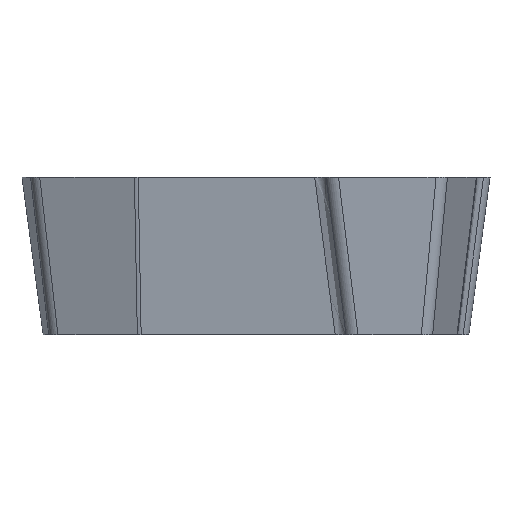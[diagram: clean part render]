
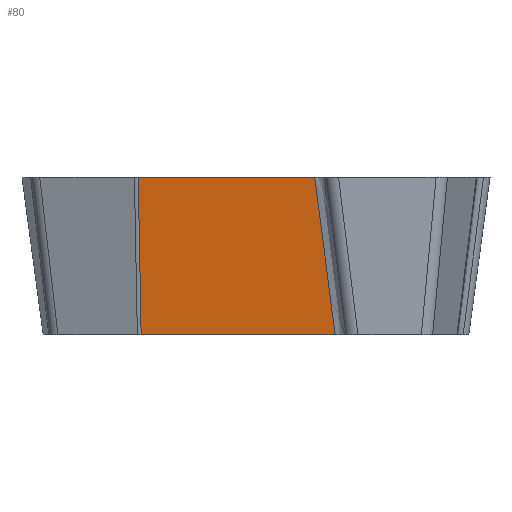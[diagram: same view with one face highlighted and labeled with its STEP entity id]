
A CAD part, left-side view. The second image highlights one B-rep face of the part: STEP entity #80.
In plain terms, the highlighted planar face has unit normal (-0.993, 0, -0.122).
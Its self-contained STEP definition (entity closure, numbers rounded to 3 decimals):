
#80=ADVANCED_FACE('',(#130),#116,.T.);
#116=PLANE('',#697);
#130=FACE_OUTER_BOUND('',#158,.T.);
#158=EDGE_LOOP('',(#234,#235,#236,#237));
#202=ELLIPSE('',#696,45.669,0.5);
#234=ORIENTED_EDGE('',*,*,#479,.F.);
#235=ORIENTED_EDGE('',*,*,#480,.T.);
#236=ORIENTED_EDGE('',*,*,#481,.T.);
#237=ORIENTED_EDGE('',*,*,#482,.T.);
#416=VERTEX_POINT('',#1116);
#417=VERTEX_POINT('',#1117);
#418=VERTEX_POINT('',#1119);
#419=VERTEX_POINT('',#1121);
#479=EDGE_CURVE('',#416,#417,#570,.T.);
#480=EDGE_CURVE('',#416,#418,#202,.T.);
#481=EDGE_CURVE('',#418,#419,#571,.T.);
#482=EDGE_CURVE('',#419,#417,#572,.T.);
#570=LINE('',#1115,#614);
#571=LINE('',#1120,#615);
#572=LINE('',#1122,#616);
#614=VECTOR('',#773,1.);
#615=VECTOR('',#776,1.);
#616=VECTOR('',#777,1.);
#696=AXIS2_PLACEMENT_3D('',#1118,#774,#775);
#697=AXIS2_PLACEMENT_3D('',#1123,#778,#779);
#773=DIRECTION('',(0.,1.,0.));
#774=DIRECTION('',(0.993,0.,0.122));
#775=DIRECTION('',(-0.121,0.121,0.985));
#776=DIRECTION('',(0.,1.,0.));
#777=DIRECTION('',(0.122,-0.018,-0.992));
#778=DIRECTION('',(-0.993,0.,-0.122));
#779=DIRECTION('',(-0.122,0.,0.993));
#1115=CARTESIAN_POINT('',(-3.832,2.276,-3.));
#1116=CARTESIAN_POINT('',(-3.832,-1.505,-3.));
#1117=CARTESIAN_POINT('',(-3.832,2.184,-3.));
#1118=CARTESIAN_POINT('',(-6.994,1.239,22.753));
#1119=CARTESIAN_POINT('',(-4.2,-1.116,0.));
#1120=CARTESIAN_POINT('',(-4.2,2.276,0.));
#1121=CARTESIAN_POINT('',(-4.2,2.239,0.));
#1122=CARTESIAN_POINT('',(-4.2,2.239,0.001));
#1123=CARTESIAN_POINT('',(-4.2,2.276,0.));
